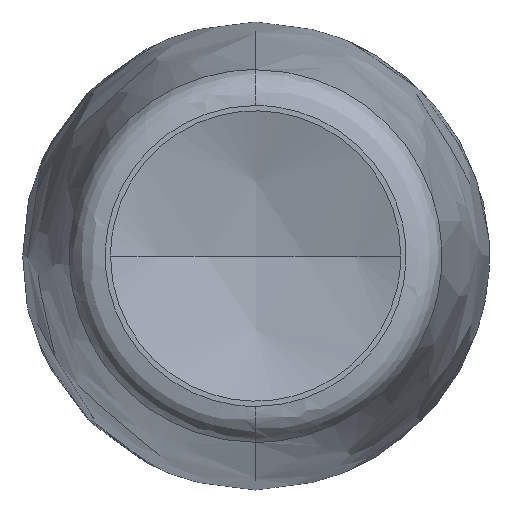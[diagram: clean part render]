
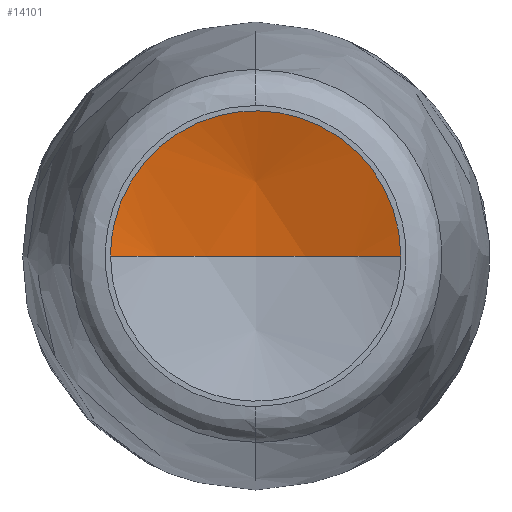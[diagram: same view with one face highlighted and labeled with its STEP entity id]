
A CAD part, front view. The second image highlights one B-rep face of the part: STEP entity #14101.
In plain terms, the highlighted free-form (B-spline) face has degree [2, 2] with [3, 3] control points.
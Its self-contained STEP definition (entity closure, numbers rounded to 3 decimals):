
#14038 = EDGE_CURVE('',#14039,#14041,#14043,.T.);
#14039 = VERTEX_POINT('',#14040);
#14040 = CARTESIAN_POINT('',(20.904,0.,
    0.));
#14041 = VERTEX_POINT('',#14042);
#14042 = CARTESIAN_POINT('',(-20.904,0.,
    0.));
#14043 = ( BOUNDED_CURVE() B_SPLINE_CURVE(2,(#14044,#14045,#14046,#14047
,#14048),.UNSPECIFIED.,.F.,.F.) B_SPLINE_CURVE_WITH_KNOTS((3,2,3),(
    1.571,3.142,4.712),
.PIECEWISE_BEZIER_KNOTS.) CURVE() GEOMETRIC_REPRESENTATION_ITEM() 
RATIONAL_B_SPLINE_CURVE((1.,0.707,1.,0.707,1.)) 
REPRESENTATION_ITEM('') );
#14044 = CARTESIAN_POINT('',(20.904,0.,0.));
#14045 = CARTESIAN_POINT('',(20.904,0.,20.904));
#14046 = CARTESIAN_POINT('',(0.,0.,20.904));
#14047 = CARTESIAN_POINT('',(-20.904,0.,20.904));
#14048 = CARTESIAN_POINT('',(-20.904,0.,0.));
#14078 = EDGE_CURVE('',#14079,#14041,#14081,.T.);
#14079 = VERTEX_POINT('',#14080);
#14080 = CARTESIAN_POINT('',(0.,4.181,
    0.));
#14081 = ( BOUNDED_CURVE() B_SPLINE_CURVE(2,(#14082,#14083,#14084),
.UNSPECIFIED.,.F.,.F.) B_SPLINE_CURVE_WITH_KNOTS((3,3),(1.571,
1.966),.PIECEWISE_BEZIER_KNOTS.) CURVE() 
GEOMETRIC_REPRESENTATION_ITEM() RATIONAL_B_SPLINE_CURVE((1.,
0.981,1.)) REPRESENTATION_ITEM('') );
#14082 = CARTESIAN_POINT('',(0.,4.181,
    0.));
#14083 = CARTESIAN_POINT('',(-10.87,4.181,
    0.));
#14084 = CARTESIAN_POINT('',(-20.904,0.,0.));
#14086 = EDGE_CURVE('',#14079,#14039,#14087,.T.);
#14087 = ( BOUNDED_CURVE() B_SPLINE_CURVE(2,(#14088,#14089,#14090),
.UNSPECIFIED.,.F.,.F.) B_SPLINE_CURVE_WITH_KNOTS((3,3),(1.571,
1.966),.PIECEWISE_BEZIER_KNOTS.) CURVE() 
GEOMETRIC_REPRESENTATION_ITEM() RATIONAL_B_SPLINE_CURVE((1.,
0.981,1.)) REPRESENTATION_ITEM('') );
#14088 = CARTESIAN_POINT('',(0.,4.181,
    0.));
#14089 = CARTESIAN_POINT('',(10.87,4.181,
    0.));
#14090 = CARTESIAN_POINT('',(20.904,0.,0.));
#14101 = ADVANCED_FACE('',(#14102),#14107,.F.);
#14102 = FACE_BOUND('',#14103,.F.);
#14103 = EDGE_LOOP('',(#14104,#14105,#14106));
#14104 = ORIENTED_EDGE('',*,*,#14038,.F.);
#14105 = ORIENTED_EDGE('',*,*,#14086,.F.);
#14106 = ORIENTED_EDGE('',*,*,#14078,.T.);
#14107 = ( BOUNDED_SURFACE() B_SPLINE_SURFACE(2,2,(
    (#14108,#14109,#14110)
    ,(#14111,#14112,#14113)
    ,(#14114,#14115,#14116
)),.UNSPECIFIED.,.F.,.F.,.F.) B_SPLINE_SURFACE_WITH_KNOTS((3,3),(3,3),(
    1.176,1.966),(0.,0.396),
.PIECEWISE_BEZIER_KNOTS.) GEOMETRIC_REPRESENTATION_ITEM() 
RATIONAL_B_SPLINE_SURFACE((
    (1.,0.98,1.)
    ,(0.923,0.905,0.923)
,(1.,0.98,1.))) REPRESENTATION_ITEM('') SURFACE() );
#14108 = CARTESIAN_POINT('',(20.904,0.,
    0.));
#14109 = CARTESIAN_POINT('',(20.904,0.,
    10.91));
#14110 = CARTESIAN_POINT('',(19.284,-3.887,
    20.975));
#14111 = CARTESIAN_POINT('',(0.,8.71,
    0.));
#14112 = CARTESIAN_POINT('',(0.,8.71,
    10.91));
#14113 = CARTESIAN_POINT('',(0.,4.149,
    20.975));
#14114 = CARTESIAN_POINT('',(-20.904,0.,
    0.));
#14115 = CARTESIAN_POINT('',(-20.904,0.,
    10.91));
#14116 = CARTESIAN_POINT('',(-19.284,-3.887,
    20.975));
